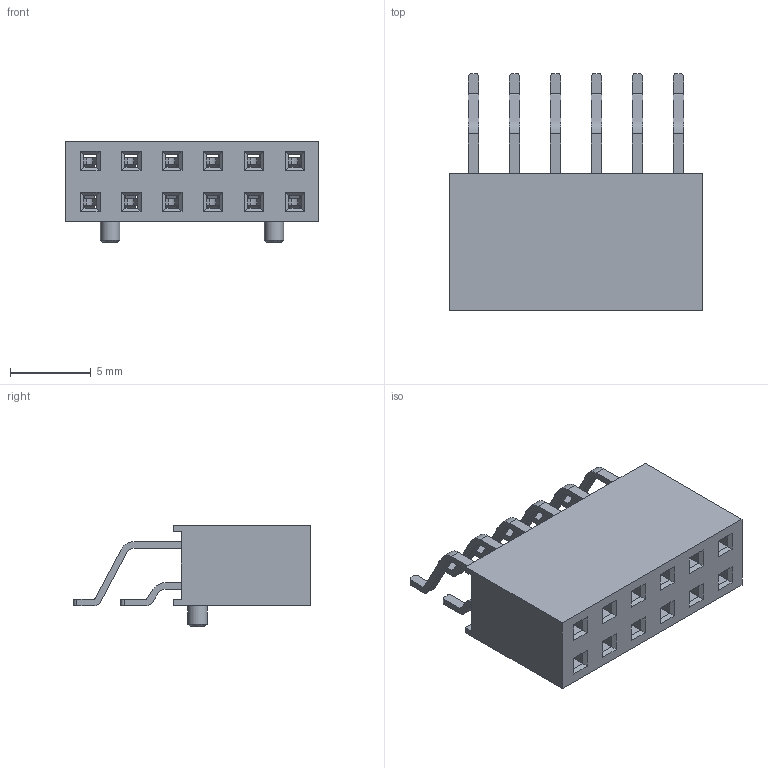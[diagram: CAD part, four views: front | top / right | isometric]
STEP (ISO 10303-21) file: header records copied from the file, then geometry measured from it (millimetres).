
FILE_DESCRIPTION(/* description */ ('Unknown'),/* implementation_level */ '2;1');
FILE_NAME(/* name */ '610112249221',/* time_stamp */ '2016-03-17T10:24:04+01:00',/* author */ ('Unknown'),/* organization */ ('Unknown'),/* preprocessor_version */ 'ST-DEVELOPER v16',/* originating_system */ 'DEX',/* authorisation */ $);
FILE_SCHEMA (('AUTOMOTIVE_DESIGN {1 0 10303 214 3 1 1}'));
Length unit declared in the file: millimetre
Products named in the file (4): 6101xx249221; 610312249221; 6103xx249221_PIN COURTE; 6103xx249221_PIN LONGUE
Assembly tree (13 placements, depth 2):
  6101xx249221
    610312249221
    6103xx249221_PIN COURTE  x6
    6103xx249221_PIN LONGUE  x6
Bounding box: 15.74 x 14.69 x 6.3 mm (x, y, z)
Volume: 577.9 mm3; surface area: 1516.5 mm2
Topology: 13 solids, 13 shells, 748 faces, 1968 edges, 1248 vertices
Faces by surface type: plane 648, cylinder 98, cone 2
Full cylindrical faces by diameter (mm): 1.2 x2
Entity records: 12357 total; most frequent: CARTESIAN_POINT 2070, ORIENTED_EDGE 2044, DIRECTION 1884, EDGE_CURVE 1022, LINE 964, VECTOR 964, VERTEX_POINT 646, AXIS2_PLACEMENT_3D 460
